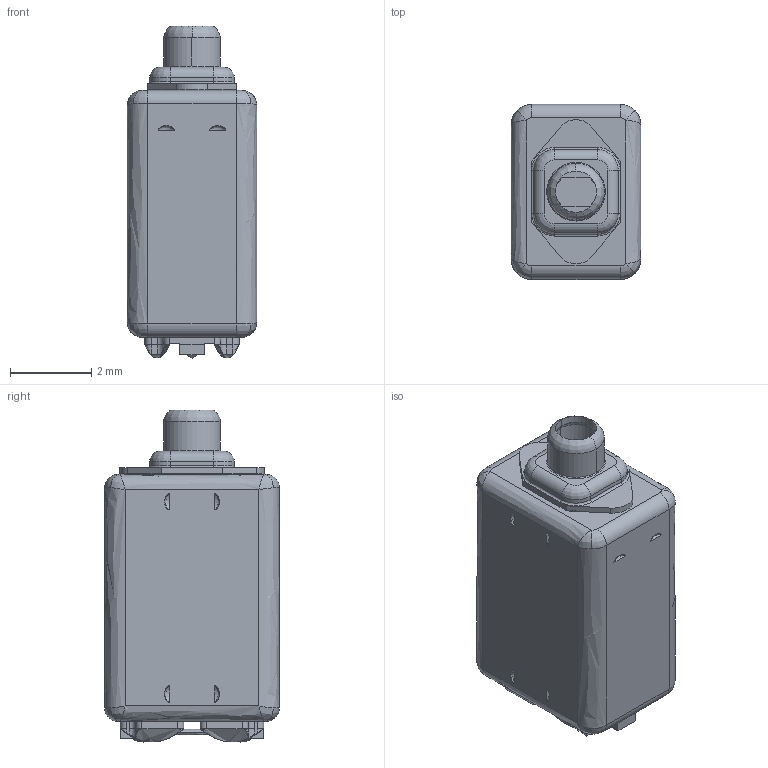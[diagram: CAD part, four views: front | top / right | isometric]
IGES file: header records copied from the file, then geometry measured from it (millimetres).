
Start section:  PTC IGES file: gr-31459-000_sw.igs
Global section: file name: gr-31459-000_sw.igs; native system: Creo Parametric by Parametric Technology Corporation; preprocessor: 2012480; author: LilWang; organization: Unknown; date: 20150511.131729; units: inch
Bounding box: 3.2 x 4.32 x 8.2 mm (x, y, z)
Surface area: 243.5 mm2 (no closed solid volume)
Topology: 0 solids, 0 shells, 516 faces, 2416 edges, 2416 vertices
Faces by surface type: revolution 256, bspline 228, extrusion 32
